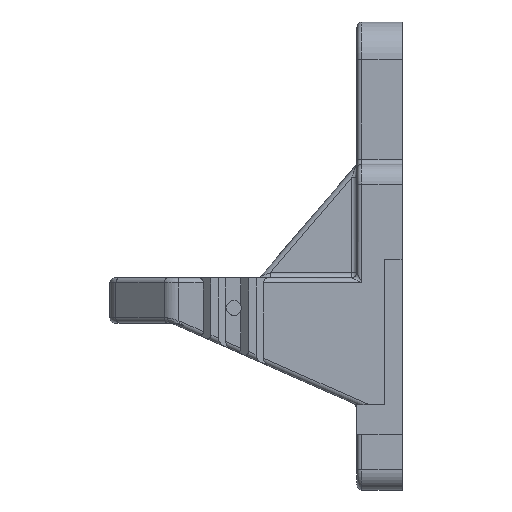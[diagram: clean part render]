
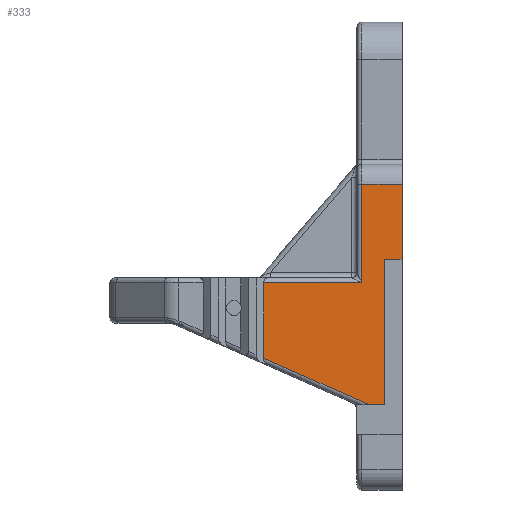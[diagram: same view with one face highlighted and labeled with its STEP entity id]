
A CAD part, front view. The second image highlights one B-rep face of the part: STEP entity #333.
In plain terms, the highlighted planar face has unit normal (0, -1, 0).
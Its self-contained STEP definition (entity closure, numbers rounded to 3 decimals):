
#333=ADVANCED_FACE('',(#844),#845,.F.);
#844=FACE_OUTER_BOUND('',#1787,.T.);
#845=PLANE('',#1788);
#1787=EDGE_LOOP('',(#4005,#4006,#4007,#4008,#4009,#4010,#4011,#4012,#4013));
#1788=AXIS2_PLACEMENT_3D('',#4014,#4015,#4016);
#4005=ORIENTED_EDGE('',*,*,#5806,.T.);
#4006=ORIENTED_EDGE('',*,*,#5807,.F.);
#4007=ORIENTED_EDGE('',*,*,#5733,.T.);
#4008=ORIENTED_EDGE('',*,*,#5808,.T.);
#4009=ORIENTED_EDGE('',*,*,#5809,.F.);
#4010=ORIENTED_EDGE('',*,*,#5810,.F.);
#4011=ORIENTED_EDGE('',*,*,#5811,.F.);
#4012=ORIENTED_EDGE('',*,*,#5812,.T.);
#4013=ORIENTED_EDGE('',*,*,#5813,.F.);
#4014=CARTESIAN_POINT('',(33.438,-96.894,-21.559));
#4015=DIRECTION('',(-0.0,1.0,0.0));
#4016=DIRECTION('',(1.0,0.0,0.0));
#5733=EDGE_CURVE('',#6604,#6605,#6606,.T.);
#5806=EDGE_CURVE('',#6728,#6729,#6730,.T.);
#5807=EDGE_CURVE('',#6604,#6729,#6731,.T.);
#5808=EDGE_CURVE('',#6605,#6732,#6733,.T.);
#5809=EDGE_CURVE('',#6734,#6732,#6735,.T.);
#5810=EDGE_CURVE('',#6736,#6734,#6737,.T.);
#5811=EDGE_CURVE('',#6738,#6736,#6739,.T.);
#5812=EDGE_CURVE('',#6738,#6740,#6741,.T.);
#5813=EDGE_CURVE('',#6728,#6740,#6742,.T.);
#6604=VERTEX_POINT('',#7914);
#6605=VERTEX_POINT('',#7915);
#6606=LINE('',#7916,#7917);
#6728=VERTEX_POINT('',#8089);
#6729=VERTEX_POINT('',#8090);
#6730=LINE('',#8091,#8092);
#6731=LINE('',#8093,#8094);
#6732=VERTEX_POINT('',#8095);
#6733=LINE('',#8096,#8097);
#6734=VERTEX_POINT('',#8098);
#6735=LINE('',#8099,#8100);
#6736=VERTEX_POINT('',#8101);
#6737=LINE('',#8102,#8103);
#6738=VERTEX_POINT('',#8104);
#6739=LINE('',#8105,#8106);
#6740=VERTEX_POINT('',#8107);
#6741=LINE('',#8108,#8109);
#6742=LINE('',#8110,#8111);
#7914=CARTESIAN_POINT('',(29.938,-96.894,24.441));
#7915=CARTESIAN_POINT('',(33.438,-96.894,24.441));
#7916=CARTESIAN_POINT('',(33.438,-96.894,24.441));
#7917=VECTOR('',#9631,1.0);
#8089=CARTESIAN_POINT('',(26.916,-96.894,-4.559));
#8090=CARTESIAN_POINT('',(29.938,-96.894,-4.559));
#8091=CARTESIAN_POINT('',(33.438,-96.894,-4.559));
#8092=VECTOR('',#9732,1.0);
#8093=CARTESIAN_POINT('',(29.938,-96.894,-21.559));
#8094=VECTOR('',#9733,1.0);
#8095=CARTESIAN_POINT('',(33.438,-96.894,39.441));
#8096=CARTESIAN_POINT('',(33.438,-96.894,-21.559));
#8097=VECTOR('',#9734,1.0);
#8098=CARTESIAN_POINT('',(25.438,-96.894,39.441));
#8099=CARTESIAN_POINT('',(33.438,-96.894,39.441));
#8100=VECTOR('',#9735,1.0);
#8101=CARTESIAN_POINT('',(25.438,-96.894,19.758));
#8102=CARTESIAN_POINT('',(25.438,-96.894,-21.559));
#8103=VECTOR('',#9736,1.0);
#8104=CARTESIAN_POINT('',(5.805,-96.894,19.758));
#8105=CARTESIAN_POINT('',(33.438,-96.894,19.758));
#8106=VECTOR('',#9737,1.0);
#8107=CARTESIAN_POINT('',(5.805,-96.894,4.751));
#8108=CARTESIAN_POINT('',(5.805,-96.894,-21.559));
#8109=VECTOR('',#9738,1.0);
#8110=CARTESIAN_POINT('',(38.653,-96.894,-9.736));
#8111=VECTOR('',#9739,1.0);
#9631=DIRECTION('',(1.0,0.0,0.0));
#9732=DIRECTION('',(1.0,0.0,0.0));
#9733=DIRECTION('',(0.0,0.0,-1.0));
#9734=DIRECTION('',(0.0,0.0,1.0));
#9735=DIRECTION('',(1.0,0.0,0.0));
#9736=DIRECTION('',(0.0,0.0,1.0));
#9737=DIRECTION('',(1.0,0.0,0.0));
#9738=DIRECTION('',(0.0,0.0,-1.0));
#9739=DIRECTION('',(-0.915,0.0,0.404));
